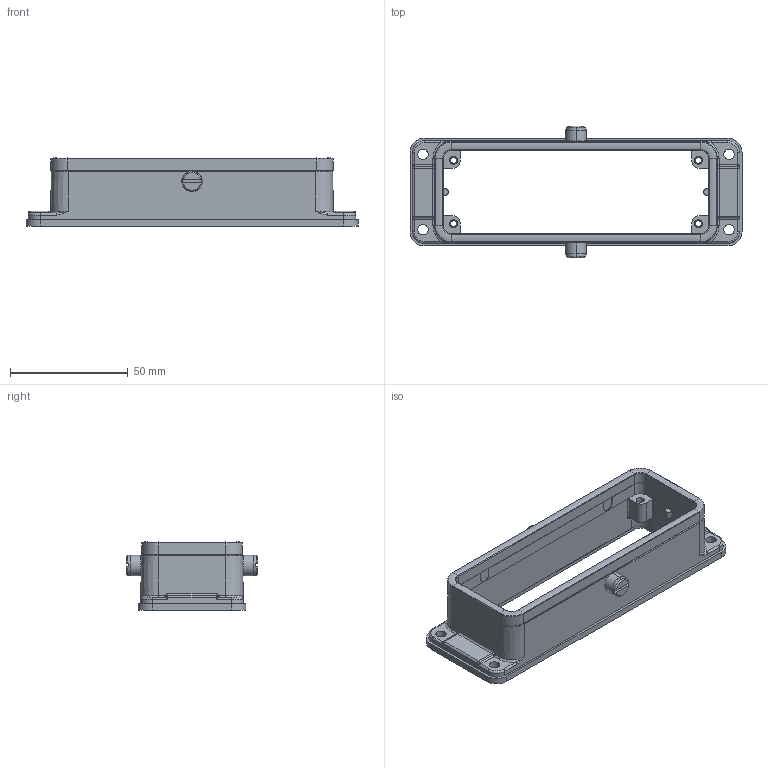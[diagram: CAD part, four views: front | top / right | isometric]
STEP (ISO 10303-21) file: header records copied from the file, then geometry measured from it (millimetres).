
FILE_DESCRIPTION (( 'STEP AP203' ), '1' );
FILE_NAME ('H24B-BK-2B_C.STP', '2017-08-24T11:47:32', ( '微软用户' ), ( '微软中国' ), 'SwSTEP 2.0', 'SolidWorks 2012', '' );
FILE_SCHEMA (( 'CONFIG_CONTROL_DESIGN' ));
Length unit declared in the file: millimetre
Products named in the file (1): H24B-BK-2B_C
Bounding box: 141 x 55.92 x 28.98 mm (x, y, z)
Volume: 40553 mm3; surface area: 28740.4 mm2
Topology: 1 solids, 1 shells, 426 faces, 1037 edges, 627 vertices
Faces by surface type: cylinder 169, plane 140, torus 44, cone 33, bspline 32, sphere 8
Entity records: 13009 total; most frequent: CARTESIAN_POINT 3107, DIRECTION 2110, ORIENTED_EDGE 2058, EDGE_CURVE 1029, AXIS2_PLACEMENT_3D 802, VERTEX_POINT 627, VECTOR 506, LINE 506
